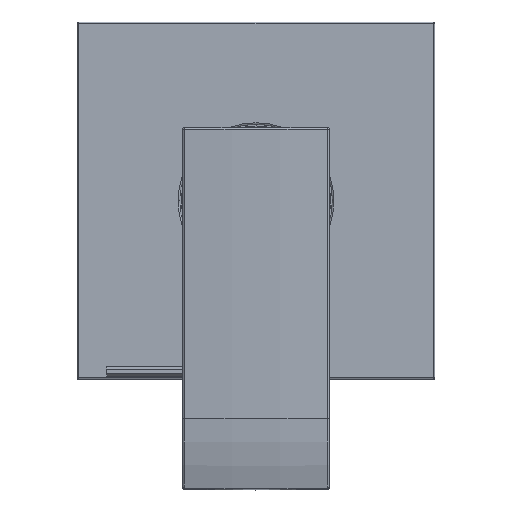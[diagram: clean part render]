
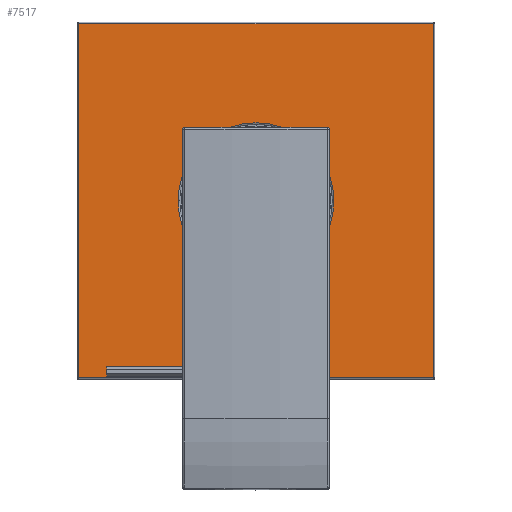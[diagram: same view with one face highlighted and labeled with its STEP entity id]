
A CAD part, top view. The second image highlights one B-rep face of the part: STEP entity #7517.
In plain terms, the highlighted face is planar.
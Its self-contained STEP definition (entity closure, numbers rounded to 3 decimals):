
#6728=DIRECTION('',(0.,0.,-1.));
#6729=VECTOR('',#6728,109.);
#6730=CARTESIAN_POINT('',(54.5,8.,54.5));
#6731=LINE('',#6730,#6729);
#6735=DIRECTION('',(1.,0.,0.));
#6736=VECTOR('',#6735,109.);
#6737=CARTESIAN_POINT('',(-54.5,8.,54.5));
#6738=LINE('',#6737,#6736);
#6742=DIRECTION('',(0.,0.,1.));
#6743=VECTOR('',#6742,109.);
#6744=CARTESIAN_POINT('',(-54.5,8.,-54.5));
#6745=LINE('',#6744,#6743);
#6749=DIRECTION('',(-1.,0.,0.));
#6750=VECTOR('',#6749,109.);
#6751=CARTESIAN_POINT('',(54.5,8.,-54.5));
#6752=LINE('',#6751,#6750);
#6756=CARTESIAN_POINT('',(0.,8.,0.));
#6757=DIRECTION('',(0.,-1.,0.));
#6758=DIRECTION('',(-1.,0.,0.));
#6759=AXIS2_PLACEMENT_3D('',#6756,#6757,#6758);
#6764=CARTESIAN_POINT('',(0.,8.,0.));
#6765=DIRECTION('',(0.,-1.,0.));
#6766=DIRECTION('',(1.,0.,0.));
#6767=AXIS2_PLACEMENT_3D('',#6764,#6765,#6766);
#7336=CARTESIAN_POINT('',(54.5,8.,54.5));
#7337=CARTESIAN_POINT('',(54.5,8.,-54.5));
#7338=VERTEX_POINT('',#7336);
#7339=VERTEX_POINT('',#7337);
#7344=CARTESIAN_POINT('',(-54.5,8.,-54.5));
#7345=VERTEX_POINT('',#7344);
#7350=CARTESIAN_POINT('',(-54.5,8.,54.5));
#7351=VERTEX_POINT('',#7350);
#7408=CARTESIAN_POINT('',(-24.,8.,0.));
#7409=CARTESIAN_POINT('',(24.,8.,0.));
#7410=VERTEX_POINT('',#7408);
#7411=VERTEX_POINT('',#7409);
#7497=CARTESIAN_POINT('',(0.,8.,0.));
#7498=DIRECTION('',(0.,1.,0.));
#7499=DIRECTION('',(1.,0.,0.));
#7500=AXIS2_PLACEMENT_3D('',#7497,#7498,#7499);
#7501=PLANE('',#7500);
#7503=ORIENTED_EDGE('',*,*,#7502,.F.);
#7504=ORIENTED_EDGE('',*,*,#7487,.F.);
#7506=ORIENTED_EDGE('',*,*,#7505,.F.);
#7508=ORIENTED_EDGE('',*,*,#7507,.F.);
#7509=EDGE_LOOP('',(#7503,#7504,#7506,#7508));
#7510=FACE_OUTER_BOUND('',#7509,.F.);
#7512=ORIENTED_EDGE('',*,*,#7511,.F.);
#7514=ORIENTED_EDGE('',*,*,#7513,.F.);
#7515=EDGE_LOOP('',(#7512,#7514));
#7516=FACE_BOUND('',#7515,.F.);
#7517=ADVANCED_FACE('',(#7510,#7516),#7501,.T.);
#6760=CIRCLE('',#6759,24.);
#6768=CIRCLE('',#6767,24.);
#7487=EDGE_CURVE('',#7351,#7338,#6738,.T.);
#7502=EDGE_CURVE('',#7338,#7339,#6731,.T.);
#7505=EDGE_CURVE('',#7345,#7351,#6745,.T.);
#7507=EDGE_CURVE('',#7339,#7345,#6752,.T.);
#7511=EDGE_CURVE('',#7410,#7411,#6760,.T.);
#7513=EDGE_CURVE('',#7411,#7410,#6768,.T.);
